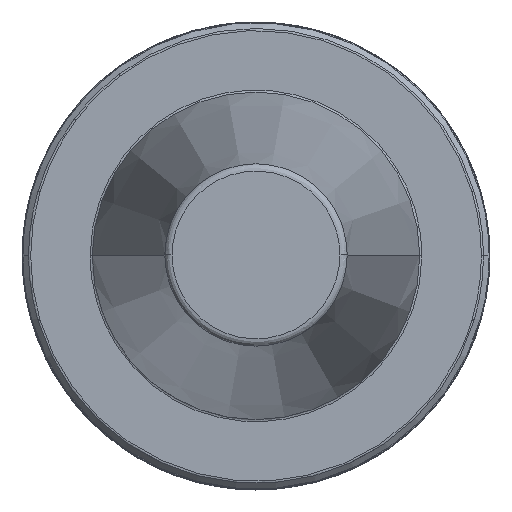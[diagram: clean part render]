
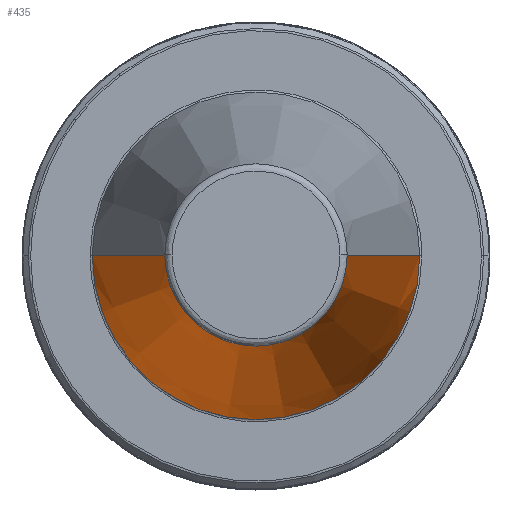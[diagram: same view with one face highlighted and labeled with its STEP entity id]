
A CAD part, top view. The second image highlights one B-rep face of the part: STEP entity #435.
In plain terms, the highlighted conical face has half-angle 8.297 degrees and reference radius 22.225 mm.
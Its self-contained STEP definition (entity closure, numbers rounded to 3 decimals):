
#53 = ORIENTED_EDGE ( 'NONE', *, *, #394, .T. ) ;
#99 = VERTEX_POINT ( 'NONE', #2004 ) ;
#126 = EDGE_CURVE ( 'NONE', #594, #99, #1530, .T. ) ;
#203 = EDGE_CURVE ( 'NONE', #1289, #577, #1673, .T. ) ;
#242 = DIRECTION ( 'NONE',  ( 0., 0., -1. ) ) ;
#303 = VECTOR ( 'NONE', #2075, 1000. ) ;
#385 = CARTESIAN_POINT ( 'NONE',  ( 0., 0., 0. ) ) ;
#394 = EDGE_CURVE ( 'NONE', #99, #577, #1035, .T. ) ;
#428 = DIRECTION ( 'NONE',  ( -0.144, 0., -0.99 ) ) ;
#435 = ADVANCED_FACE ( 'NONE', ( #1194 ), #1836, .T. ) ;
#577 = VERTEX_POINT ( 'NONE', #2590 ) ;
#594 = VERTEX_POINT ( 'NONE', #626 ) ;
#595 = ORIENTED_EDGE ( 'NONE', *, *, #203, .F. ) ;
#626 = CARTESIAN_POINT ( 'NONE',  ( -12.375, 0., 67.544 ) ) ;
#686 = DIRECTION ( 'NONE',  ( 0., 0., 1. ) ) ;
#766 = AXIS2_PLACEMENT_3D ( 'NONE', #385, #788, #2574 ) ;
#788 = DIRECTION ( 'NONE',  ( 0., 0., -1. ) ) ;
#805 = CARTESIAN_POINT ( 'NONE',  ( 22.225, 0., 0. ) ) ;
#808 = AXIS2_PLACEMENT_3D ( 'NONE', #1536, #242, #1727 ) ;
#984 = EDGE_CURVE ( 'NONE', #1289, #594, #1826, .T. ) ;
#1035 = CIRCLE ( 'NONE', #2418, 22.225 ) ;
#1101 = CARTESIAN_POINT ( 'NONE',  ( 0., 0., 0. ) ) ;
#1194 = FACE_OUTER_BOUND ( 'NONE', #1203, .T. ) ;
#1203 = EDGE_LOOP ( 'NONE', ( #595, #1841, #2754, #53 ) ) ;
#1289 = VERTEX_POINT ( 'NONE', #2316 ) ;
#1410 = VECTOR ( 'NONE', #428, 1000. ) ;
#1530 = LINE ( 'NONE', #2365, #1410 ) ;
#1536 = CARTESIAN_POINT ( 'NONE',  ( 0., 0., 67.544 ) ) ;
#1673 = LINE ( 'NONE', #805, #303 ) ;
#1727 = DIRECTION ( 'NONE',  ( -1., 0., 0. ) ) ;
#1826 = CIRCLE ( 'NONE', #808, 12.375 ) ;
#1836 = CONICAL_SURFACE ( 'NONE', #766, 22.225, 0.145 ) ;
#1841 = ORIENTED_EDGE ( 'NONE', *, *, #984, .T. ) ;
#2004 = CARTESIAN_POINT ( 'NONE',  ( -22.225, 0., 0. ) ) ;
#2075 = DIRECTION ( 'NONE',  ( 0.144, 0., -0.99 ) ) ;
#2316 = CARTESIAN_POINT ( 'NONE',  ( 12.375, 0., 67.544 ) ) ;
#2365 = CARTESIAN_POINT ( 'NONE',  ( -22.225, 0., 0. ) ) ;
#2418 = AXIS2_PLACEMENT_3D ( 'NONE', #1101, #686, #2597 ) ;
#2574 = DIRECTION ( 'NONE',  ( -1., 0., 0. ) ) ;
#2590 = CARTESIAN_POINT ( 'NONE',  ( 22.225, 0., 0. ) ) ;
#2597 = DIRECTION ( 'NONE',  ( -1., 0., 0. ) ) ;
#2754 = ORIENTED_EDGE ( 'NONE', *, *, #126, .T. ) ;
